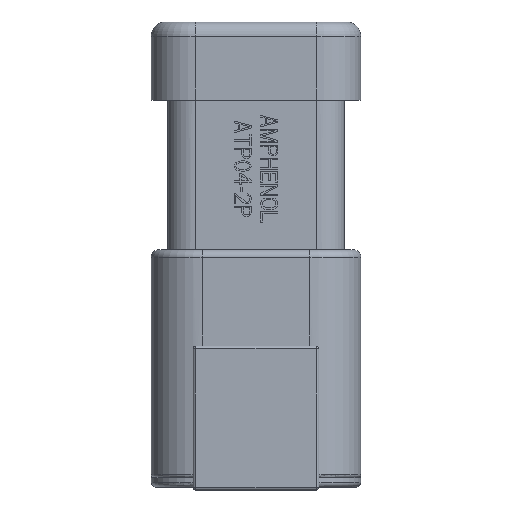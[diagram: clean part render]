
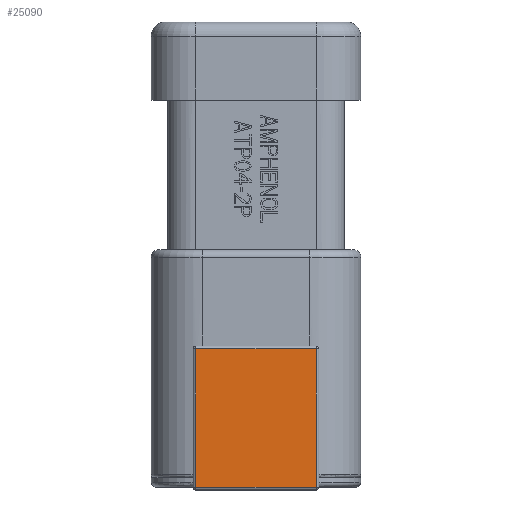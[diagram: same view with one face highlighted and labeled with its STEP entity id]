
A CAD part, front view. The second image highlights one B-rep face of the part: STEP entity #25090.
In plain terms, the highlighted planar face has unit normal (0, -1, 0).
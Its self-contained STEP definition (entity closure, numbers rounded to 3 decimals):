
#6798=DIRECTION('',(-1.,0.,0.));
#6799=VECTOR('',#6798,12.6);
#6800=CARTESIAN_POINT('',(6.3,-12.55,13.5));
#6801=LINE('',#6800,#6799);
#6802=DIRECTION('',(0.,0.,-1.));
#6803=VECTOR('',#6802,14.5);
#6804=CARTESIAN_POINT('',(6.3,-12.55,13.5));
#6805=LINE('',#6804,#6803);
#6806=DIRECTION('',(-1.,0.,0.));
#6807=VECTOR('',#6806,12.6);
#6808=CARTESIAN_POINT('',(6.3,-12.55,-1.));
#6809=LINE('',#6808,#6807);
#6810=DIRECTION('',(0.,0.,1.));
#6811=VECTOR('',#6810,14.5);
#6812=CARTESIAN_POINT('',(-6.3,-12.55,-1.));
#6813=LINE('',#6812,#6811);
#12940=CARTESIAN_POINT('',(6.3,-12.55,13.5));
#12941=CARTESIAN_POINT('',(-6.3,-12.55,13.5));
#12942=VERTEX_POINT('',#12940);
#12943=VERTEX_POINT('',#12941);
#12946=CARTESIAN_POINT('',(6.3,-12.55,-1.));
#12947=VERTEX_POINT('',#12946);
#12956=CARTESIAN_POINT('',(-6.3,-12.55,-1.));
#12957=VERTEX_POINT('',#12956);
#25077=CARTESIAN_POINT('',(-6.6,-12.55,13.8));
#25078=DIRECTION('',(0.,-1.,0.));
#25079=DIRECTION('',(0.,0.,-1.));
#25080=AXIS2_PLACEMENT_3D('',#25077,#25078,#25079);
#25081=PLANE('',#25080);
#25083=ORIENTED_EDGE('',*,*,#25082,.F.);
#25085=ORIENTED_EDGE('',*,*,#25084,.T.);
#25086=ORIENTED_EDGE('',*,*,#25071,.T.);
#25087=ORIENTED_EDGE('',*,*,#24668,.T.);
#25088=EDGE_LOOP('',(#25083,#25085,#25086,#25087));
#25089=FACE_OUTER_BOUND('',#25088,.F.);
#25090=ADVANCED_FACE('',(#25089),#25081,.T.);
#24668=EDGE_CURVE('',#12957,#12943,#6813,.T.);
#25071=EDGE_CURVE('',#12947,#12957,#6809,.T.);
#25082=EDGE_CURVE('',#12942,#12943,#6801,.T.);
#25084=EDGE_CURVE('',#12942,#12947,#6805,.T.);
